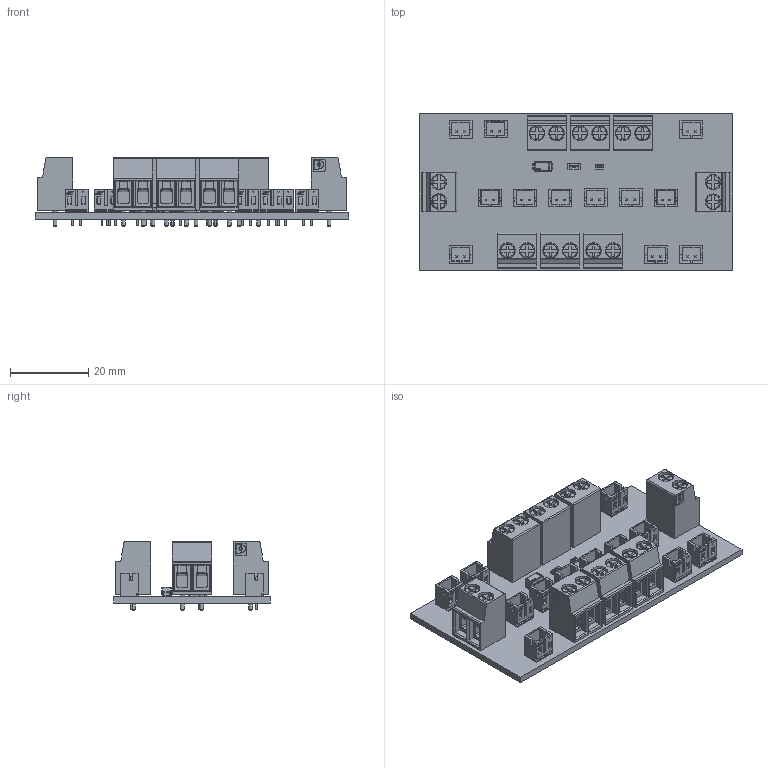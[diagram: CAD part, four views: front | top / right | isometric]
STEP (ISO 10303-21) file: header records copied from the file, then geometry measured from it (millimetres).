
FILE_DESCRIPTION(('Open CASCADE Model'),'2;1');
FILE_NAME('Open CASCADE Shape Model','2023-03-06T21:10:28',('Author'),( 'Open CASCADE'),'Open CASCADE STEP processor 7.5','Open CASCADE 7.5' ,'Unknown');
FILE_SCHEMA(('AUTOMOTIVE_DESIGN { 1 0 10303 214 1 1 1 1 }'));
Length unit declared in the file: millimetre
Products named in the file (46): PCB; Board; Open CASCADE STEP translator 7.5 1.1.1; R2; Res_TE_Connectivity_CRGCQ0805F10K_eec; pins; body; top; part number; R1; Res_TE_Connectivity_CRGCQ1206F47K_eec; J20; Conn_JST_B2B-PH-K-S_LF_SN_eec; terminal; logo; J19; J18; J17; J16; J15; J14; J13; J12; J11; J10; 3dmodel; J9; J8; J7; J6; J5; J4; J3; J2; J1; D1; Diode_Diodes_Inc_B160-13-F_eec; 1; 2; name ...
Assembly tree (63 placements, depth 4):
  PCB
    Board
      Open CASCADE STEP translator 7.5 1.1.1
    R2
      Res_TE_Connectivity_CRGCQ0805F10K_eec
        pins
        body
        top
        part number
    R1
      Res_TE_Connectivity_CRGCQ1206F47K_eec
        pins
        body
        top
        part number
    J20
      Conn_JST_B2B-PH-K-S_LF_SN_eec
        body
        terminal
        logo
    J19
      Conn_JST_B2B-PH-K-S_LF_SN_eec
        body
        terminal
        logo
    J18
      Conn_JST_B2B-PH-K-S_LF_SN_eec
        body
        terminal
        logo
    J17
      Conn_JST_B2B-PH-K-S_LF_SN_eec
        body
        terminal
        logo
    J16
      Conn_JST_B2B-PH-K-S_LF_SN_eec
        body
        terminal
        logo
    J15
      Conn_JST_B2B-PH-K-S_LF_SN_eec
        body
        terminal
        logo
    J14
      Conn_JST_B2B-PH-K-S_LF_SN_eec
        body
        terminal
        logo
    J13
      Conn_JST_B2B-PH-K-S_LF_SN_eec
        body
        terminal
        logo
    J12
      Conn_JST_B2B-PH-K-S_LF_SN_eec
        body
        terminal
        logo
Bounding box: 80 x 40 x 17.6 mm (x, y, z)
Volume: 13764 mm3; surface area: 18361.4 mm2
Topology: 123 solids, 123 shells, 5680 faces, 13873 edges, 8566 vertices
Faces by surface type: plane 2309, cylinder 1469, bspline 1106, torus 416, sphere 348, cone 32
Full cylindrical faces by diameter (mm): 0.457 x8, 1 x16, 1.3 x16, 4 x16
Entity records: 46257 total; most frequent: CARTESIAN_POINT 12113, ORIENTED_EDGE 6936, DIRECTION 5087, EDGE_CURVE 3468, VERTEX_POINT 2238, LINE 2219, VECTOR 2219, FACE_BOUND 1436
